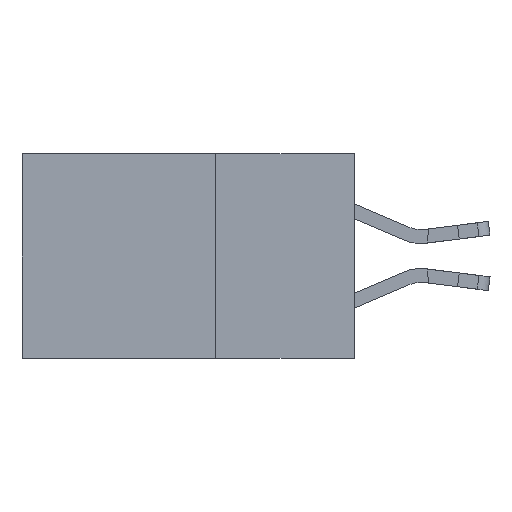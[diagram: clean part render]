
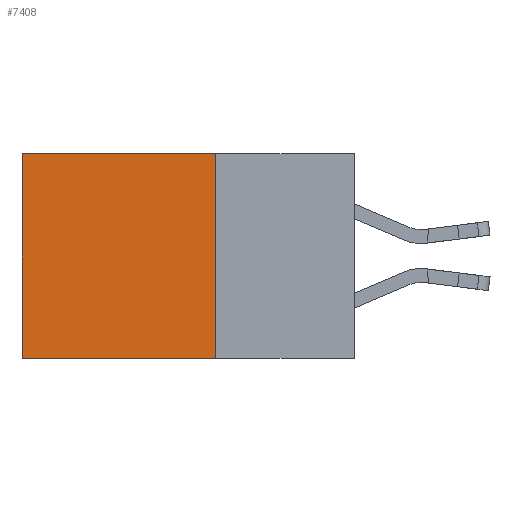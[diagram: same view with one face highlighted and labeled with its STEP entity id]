
A CAD part, left-side view. The second image highlights one B-rep face of the part: STEP entity #7408.
In plain terms, the highlighted planar face has unit normal (-1, 0, 0).
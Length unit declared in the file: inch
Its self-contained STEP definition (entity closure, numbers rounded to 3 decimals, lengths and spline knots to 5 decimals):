
#2 = ORIENTED_EDGE ( 'NONE', *, *, #1332, .F. ) ;
#152 = EDGE_CURVE ( 'NONE', #12638, #3405, #3079, .T. ) ;
#387 = ORIENTED_EDGE ( 'NONE', *, *, #7664, .T. ) ;
#824 = DIRECTION ( 'NONE',  ( 0., 1., 0. ) ) ;
#842 = EDGE_LOOP ( 'NONE', ( #14927, #12342, #2, #387 ) ) ;
#1332 = EDGE_CURVE ( 'NONE', #10861, #12638, #3999, .T. ) ;
#3079 = LINE ( 'NONE', #3266, #11541 ) ;
#3127 = FACE_OUTER_BOUND ( 'NONE', #842, .T. ) ;
#3266 = CARTESIAN_POINT ( 'NONE',  ( 0.2615, 0.25, -0.37 ) ) ;
#3405 = VERTEX_POINT ( 'NONE', #9631 ) ;
#3889 = DIRECTION ( 'NONE',  ( 0., 0., -1. ) ) ;
#3930 = CARTESIAN_POINT ( 'NONE',  ( 0.2615, 0.6, -0.37 ) ) ;
#3999 = LINE ( 'NONE', #11659, #6885 ) ;
#4004 = CARTESIAN_POINT ( 'NONE',  ( 0.2615, 0.25, -0.37 ) ) ;
#6228 = LINE ( 'NONE', #3930, #12139 ) ;
#6766 = DIRECTION ( 'NONE',  ( 0., 0., -1. ) ) ;
#6842 = DIRECTION ( 'NONE',  ( 1., 0., 0. ) ) ;
#6885 = VECTOR ( 'NONE', #11288, 39.37008 ) ;
#6946 = VECTOR ( 'NONE', #12784, 39.37008 ) ;
#7408 = ADVANCED_FACE ( 'NONE', ( #3127 ), #9746, .F. ) ;
#7664 = EDGE_CURVE ( 'NONE', #10861, #12944, #15029, .T. ) ;
#9452 = AXIS2_PLACEMENT_3D ( 'NONE', #9796, #6842, #6766 ) ;
#9631 = CARTESIAN_POINT ( 'NONE',  ( 0.2615, 0.6, -0.37 ) ) ;
#9746 = PLANE ( 'NONE',  #9452 ) ;
#9796 = CARTESIAN_POINT ( 'NONE',  ( 0.2615, 0.25, -0.37 ) ) ;
#10861 = VERTEX_POINT ( 'NONE', #10941 ) ;
#10941 = CARTESIAN_POINT ( 'NONE',  ( 0.2615, 0.25, 0. ) ) ;
#11243 = CARTESIAN_POINT ( 'NONE',  ( 0.2615, 0.6, 0. ) ) ;
#11288 = DIRECTION ( 'NONE',  ( 0., 0., -1. ) ) ;
#11533 = EDGE_CURVE ( 'NONE', #12944, #3405, #6228, .T. ) ;
#11541 = VECTOR ( 'NONE', #824, 39.37008 ) ;
#11659 = CARTESIAN_POINT ( 'NONE',  ( 0.2615, 0.25, -0.37 ) ) ;
#12139 = VECTOR ( 'NONE', #3889, 39.37008 ) ;
#12342 = ORIENTED_EDGE ( 'NONE', *, *, #152, .F. ) ;
#12638 = VERTEX_POINT ( 'NONE', #4004 ) ;
#12784 = DIRECTION ( 'NONE',  ( 0., 1., 0. ) ) ;
#12944 = VERTEX_POINT ( 'NONE', #11243 ) ;
#12954 = CARTESIAN_POINT ( 'NONE',  ( 0.2615, 0.25, 0. ) ) ;
#14927 = ORIENTED_EDGE ( 'NONE', *, *, #11533, .T. ) ;
#15029 = LINE ( 'NONE', #12954, #6946 ) ;
